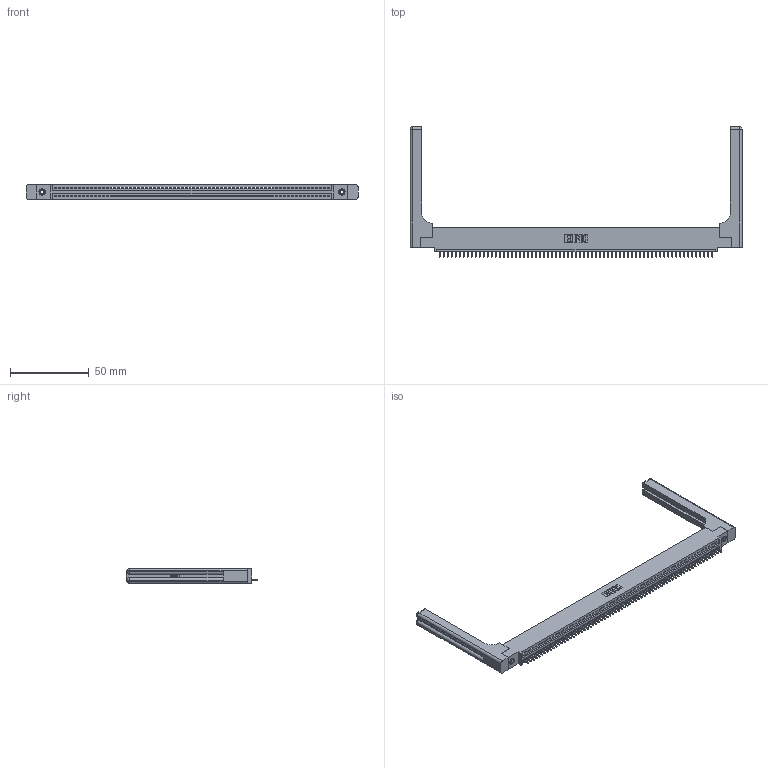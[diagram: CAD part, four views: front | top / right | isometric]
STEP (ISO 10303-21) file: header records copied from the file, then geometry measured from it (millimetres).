
FILE_DESCRIPTION (( 'STEP AP203' ), '1' );
FILE_NAME ('395-069-521-458.STEP', '2019-10-25T19:53:00', ( '' ), ( '' ), 'SwSTEP 2.0', 'SolidWorks 2016', '' );
FILE_SCHEMA (( 'CONFIG_CONTROL_DESIGN' ));
Length unit declared in the file: inch
Products named in the file (5): 345-250-001_345-250-001-102; 395-069-521-458; 345-220-058_345-220-058; 345 Part_0.110 Offset - 0.156 Dia-TH; 345-292-001_345-293-121
Assembly tree (74 placements, depth 2):
  395-069-521-458
    345 Part_0.110 Offset - 0.156 Dia-TH
    345-292-001_345-293-121  x69
    345-250-001_345-250-001-102  x2
    345-220-058_345-220-058  x2
Bounding box: 210.29 x 82.47 x 9.4 mm (x, y, z)
Volume: 28429.7 mm3; surface area: 31464.8 mm2
Topology: 74 solids, 74 shells, 4388 faces, 13163 edges, 8662 vertices
Faces by surface type: plane 2992, cylinder 1336, bspline 36, cone 12, sphere 8, torus 4
Entity records: 53628 total; most frequent: CARTESIAN_POINT 10260, ORIENTED_EDGE 9060, DIRECTION 7868, EDGE_CURVE 4530, VECTOR 4030, LINE 4030, VERTEX_POINT 3010, AXIS2_PLACEMENT_3D 1919
